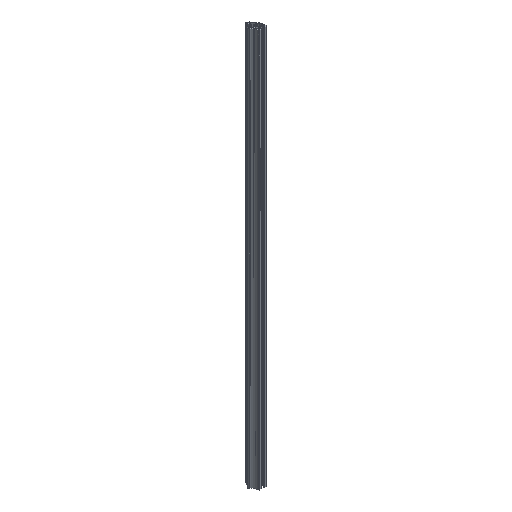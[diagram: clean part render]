
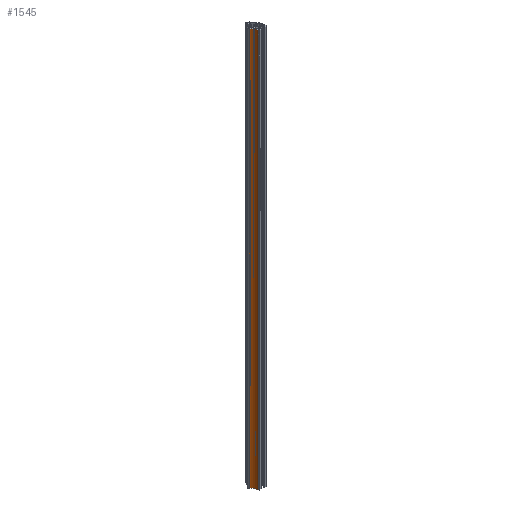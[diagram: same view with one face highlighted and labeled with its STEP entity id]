
A CAD part, isometric view. The second image highlights one B-rep face of the part: STEP entity #1545.
In plain terms, the highlighted cylindrical face has radius 20 mm (diameter 40 mm), a partial arc.
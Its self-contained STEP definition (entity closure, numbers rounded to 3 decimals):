
#126=FACE_OUTER_BOUND('',#208,.T.);
#208=EDGE_LOOP('',(#1329,#1330,#1331,#1332));
#290=CIRCLE('',#1665,20.);
#311=CIRCLE('',#1723,20.);
#441=LINE('',#2666,#573);
#442=LINE('',#2670,#574);
#573=VECTOR('',#2197,1000.);
#574=VECTOR('',#2202,1000.);
#689=VERTEX_POINT('',#2514);
#690=VERTEX_POINT('',#2516);
#728=VERTEX_POINT('',#2664);
#729=VERTEX_POINT('',#2668);
#879=EDGE_CURVE('',#689,#690,#290,.T.);
#954=EDGE_CURVE('',#689,#728,#441,.T.);
#955=EDGE_CURVE('',#729,#728,#311,.T.);
#956=EDGE_CURVE('',#690,#729,#442,.T.);
#1329=ORIENTED_EDGE('',*,*,#954,.T.);
#1330=ORIENTED_EDGE('',*,*,#955,.F.);
#1331=ORIENTED_EDGE('',*,*,#956,.F.);
#1332=ORIENTED_EDGE('',*,*,#879,.F.);
#1468=CYLINDRICAL_SURFACE('',#1722,20.);
#1545=ADVANCED_FACE('',(#126),#1468,.F.);
#1665=AXIS2_PLACEMENT_3D('',#2517,#2029,#2030);
#1722=AXIS2_PLACEMENT_3D('',#2667,#2198,#2199);
#1723=AXIS2_PLACEMENT_3D('',#2669,#2200,#2201);
#2029=DIRECTION('center_axis',(0.,0.,1.));
#2030=DIRECTION('ref_axis',(-0.996,-0.091,0.));
#2197=DIRECTION('',(0.,0.,1.));
#2198=DIRECTION('center_axis',(0.,0.,1.));
#2199=DIRECTION('ref_axis',(-0.996,-0.091,0.));
#2200=DIRECTION('center_axis',(0.,0.,-1.));
#2201=DIRECTION('ref_axis',(-0.996,-0.091,0.));
#2202=DIRECTION('',(0.,0.,1.));
#2514=CARTESIAN_POINT('',(-1.992,1.818,-500.));
#2516=CARTESIAN_POINT('',(-10.376,16.34,-500.));
#2517=CARTESIAN_POINT('Origin',(-21.909,0.,
-500.));
#2664=CARTESIAN_POINT('',(-1.992,1.818,500.));
#2666=CARTESIAN_POINT('',(-1.992,1.818,0.));
#2667=CARTESIAN_POINT('Origin',(-21.909,0.,
0.));
#2668=CARTESIAN_POINT('',(-10.376,16.34,500.));
#2669=CARTESIAN_POINT('Origin',(-21.909,0.,
500.));
#2670=CARTESIAN_POINT('',(-10.376,16.34,0.));
